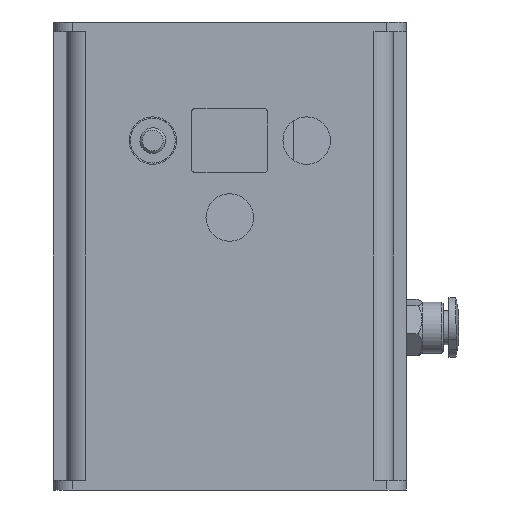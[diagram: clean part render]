
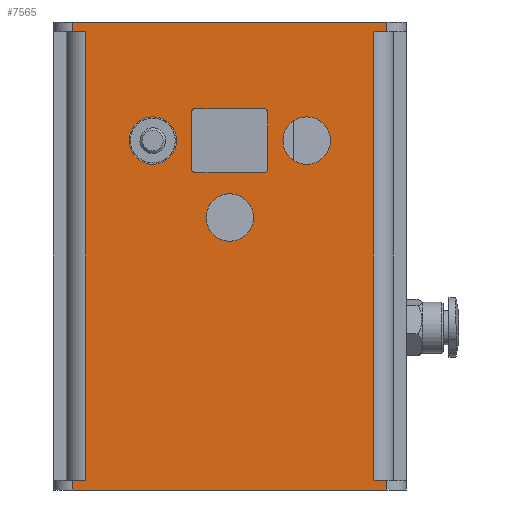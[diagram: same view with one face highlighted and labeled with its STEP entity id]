
A CAD part, left-side view. The second image highlights one B-rep face of the part: STEP entity #7565.
In plain terms, the highlighted planar face has unit normal (-1, 0, 0).
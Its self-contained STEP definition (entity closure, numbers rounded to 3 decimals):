
#434=LINE('',#11488,#853);
#437=LINE('',#11496,#856);
#441=LINE('',#11506,#860);
#443=LINE('',#11512,#862);
#444=LINE('',#11518,#863);
#445=LINE('',#11522,#864);
#446=LINE('',#11526,#865);
#447=LINE('',#11528,#866);
#448=LINE('',#11531,#867);
#449=LINE('',#11532,#868);
#450=LINE('',#11534,#869);
#451=LINE('',#11536,#870);
#452=LINE('',#11538,#871);
#453=LINE('',#11540,#872);
#454=LINE('',#11542,#873);
#455=LINE('',#11544,#874);
#853=VECTOR('',#9660,1000.);
#856=VECTOR('',#9669,1000.);
#860=VECTOR('',#9679,1000.);
#862=VECTOR('',#9687,1000.);
#863=VECTOR('',#9694,1000.);
#864=VECTOR('',#9699,1000.);
#865=VECTOR('',#9704,1000.);
#866=VECTOR('',#9707,1000.);
#867=VECTOR('',#9708,1000.);
#868=VECTOR('',#9709,1000.);
#869=VECTOR('',#9710,1000.);
#870=VECTOR('',#9711,1000.);
#871=VECTOR('',#9712,1000.);
#872=VECTOR('',#9713,1000.);
#873=VECTOR('',#9714,1000.);
#874=VECTOR('',#9715,1000.);
#2480=ORIENTED_EDGE('',*,*,#3253,.F.);
#2481=ORIENTED_EDGE('',*,*,#3251,.T.);
#2482=ORIENTED_EDGE('',*,*,#3250,.F.);
#2483=ORIENTED_EDGE('',*,*,#3247,.T.);
#2484=ORIENTED_EDGE('',*,*,#3245,.F.);
#2485=ORIENTED_EDGE('',*,*,#3243,.T.);
#2486=ORIENTED_EDGE('',*,*,#3241,.F.);
#2487=ORIENTED_EDGE('',*,*,#3239,.T.);
#2488=ORIENTED_EDGE('',*,*,#3034,.F.);
#2489=ORIENTED_EDGE('',*,*,#3032,.F.);
#2490=ORIENTED_EDGE('',*,*,#3030,.F.);
#2491=ORIENTED_EDGE('',*,*,#3261,.T.);
#2492=ORIENTED_EDGE('',*,*,#3262,.F.);
#2493=ORIENTED_EDGE('',*,*,#3256,.T.);
#2494=ORIENTED_EDGE('',*,*,#3260,.T.);
#2495=ORIENTED_EDGE('',*,*,#3258,.T.);
#2496=ORIENTED_EDGE('',*,*,#3263,.F.);
#2497=ORIENTED_EDGE('',*,*,#3264,.F.);
#2498=ORIENTED_EDGE('',*,*,#3265,.F.);
#2499=ORIENTED_EDGE('',*,*,#3266,.T.);
#2500=ORIENTED_EDGE('',*,*,#3267,.T.);
#2501=ORIENTED_EDGE('',*,*,#3268,.T.);
#2502=ORIENTED_EDGE('',*,*,#3269,.F.);
#3030=EDGE_CURVE('',#3645,#3645,#3974,.T.);
#3032=EDGE_CURVE('',#3647,#3647,#3976,.T.);
#3034=EDGE_CURVE('',#3649,#3649,#3978,.T.);
#3239=EDGE_CURVE('',#3780,#3779,#4016,.T.);
#3241=EDGE_CURVE('',#3780,#3781,#434,.T.);
#3243=EDGE_CURVE('',#3782,#3781,#4017,.T.);
#3245=EDGE_CURVE('',#3782,#3783,#437,.T.);
#3247=EDGE_CURVE('',#3784,#3783,#4018,.T.);
#3250=EDGE_CURVE('',#3784,#3785,#441,.T.);
#3251=EDGE_CURVE('',#3786,#3785,#4019,.T.);
#3253=EDGE_CURVE('',#3786,#3779,#443,.T.);
#3256=EDGE_CURVE('',#3787,#3788,#444,.T.);
#3258=EDGE_CURVE('',#3790,#3789,#445,.F.);
#3260=EDGE_CURVE('',#3788,#3790,#446,.T.);
#3261=EDGE_CURVE('',#3791,#3792,#447,.T.);
#3262=EDGE_CURVE('',#3787,#3792,#448,.T.);
#3263=EDGE_CURVE('',#3793,#3789,#449,.T.);
#3264=EDGE_CURVE('',#3794,#3793,#450,.T.);
#3265=EDGE_CURVE('',#3795,#3794,#451,.T.);
#3266=EDGE_CURVE('',#3795,#3796,#452,.T.);
#3267=EDGE_CURVE('',#3796,#3797,#453,.T.);
#3268=EDGE_CURVE('',#3797,#3798,#454,.F.);
#3269=EDGE_CURVE('',#3791,#3798,#455,.T.);
#3645=VERTEX_POINT('',#11059);
#3647=VERTEX_POINT('',#11064);
#3649=VERTEX_POINT('',#11069);
#3779=VERTEX_POINT('',#11483);
#3780=VERTEX_POINT('',#11485);
#3781=VERTEX_POINT('',#11489);
#3782=VERTEX_POINT('',#11493);
#3783=VERTEX_POINT('',#11497);
#3784=VERTEX_POINT('',#11501);
#3785=VERTEX_POINT('',#11505);
#3786=VERTEX_POINT('',#11509);
#3787=VERTEX_POINT('',#11515);
#3788=VERTEX_POINT('',#11517);
#3789=VERTEX_POINT('',#11521);
#3790=VERTEX_POINT('',#11523);
#3791=VERTEX_POINT('',#11529);
#3792=VERTEX_POINT('',#11530);
#3793=VERTEX_POINT('',#11533);
#3794=VERTEX_POINT('',#11535);
#3795=VERTEX_POINT('',#11537);
#3796=VERTEX_POINT('',#11539);
#3797=VERTEX_POINT('',#11541);
#3798=VERTEX_POINT('',#11543);
#3974=CIRCLE('',#8015,3.7);
#3976=CIRCLE('',#8018,3.7);
#3978=CIRCLE('',#8021,3.7);
#4016=CIRCLE('',#8139,7.5);
#4017=CIRCLE('',#8142,7.5);
#4018=CIRCLE('',#8145,7.5);
#4019=CIRCLE('',#8148,7.5);
#4504=EDGE_LOOP('',(#2480,#2481,#2482,#2483,#2484,#2485,#2486,#2487));
#4505=EDGE_LOOP('',(#2488));
#4506=EDGE_LOOP('',(#2489));
#4507=EDGE_LOOP('',(#2490));
#4508=EDGE_LOOP('',(#2491,#2492,#2493,#2494,#2495,#2496,#2497,#2498,#2499,
#2500,#2501,#2502));
#4994=FACE_BOUND('',#4504,.T.);
#4995=FACE_BOUND('',#4505,.T.);
#4996=FACE_BOUND('',#4506,.T.);
#4997=FACE_BOUND('',#4507,.T.);
#4998=FACE_BOUND('',#4508,.T.);
#5185=PLANE('',#8157);
#7565=ADVANCED_FACE('',(#4994,#4995,#4996,#4997,#4998),#5185,.T.);
#8015=AXIS2_PLACEMENT_3D('',#11058,#9240,#9241);
#8018=AXIS2_PLACEMENT_3D('',#11063,#9246,#9247);
#8021=AXIS2_PLACEMENT_3D('',#11068,#9252,#9253);
#8139=AXIS2_PLACEMENT_3D('',#11484,#9655,#9656);
#8142=AXIS2_PLACEMENT_3D('',#11492,#9664,#9665);
#8145=AXIS2_PLACEMENT_3D('',#11500,#9673,#9674);
#8148=AXIS2_PLACEMENT_3D('',#11508,#9682,#9683);
#8157=AXIS2_PLACEMENT_3D('',#11527,#9705,#9706);
#9240=DIRECTION('',(-1.,0.,0.));
#9241=DIRECTION('',(0.,1.,0.));
#9246=DIRECTION('',(-1.,0.,0.));
#9247=DIRECTION('',(0.,1.,0.));
#9252=DIRECTION('',(-1.,0.,0.));
#9253=DIRECTION('',(0.,1.,0.));
#9655=DIRECTION('',(1.,0.,0.));
#9656=DIRECTION('',(0.,1.,0.));
#9660=DIRECTION('',(0.,-1.,0.));
#9664=DIRECTION('',(1.,0.,0.));
#9665=DIRECTION('',(0.,1.,0.));
#9669=DIRECTION('',(0.,0.,1.));
#9673=DIRECTION('',(1.,0.,0.));
#9674=DIRECTION('',(0.,1.,0.));
#9679=DIRECTION('',(0.,1.,0.));
#9682=DIRECTION('',(1.,0.,0.));
#9683=DIRECTION('',(0.,1.,0.));
#9687=DIRECTION('',(0.,0.,-1.));
#9694=DIRECTION('',(0.,0.,-1.));
#9699=DIRECTION('',(0.,0.,-1.));
#9704=DIRECTION('',(0.,-1.,0.));
#9705=DIRECTION('',(-1.,0.,0.));
#9706=DIRECTION('',(0.,1.,0.));
#9707=DIRECTION('',(0.,0.,-1.));
#9708=DIRECTION('',(0.,-1.,0.));
#9709=DIRECTION('',(0.,-1.,0.));
#9710=DIRECTION('',(0.,0.,-1.));
#9711=DIRECTION('',(0.,1.,0.));
#9712=DIRECTION('',(0.,0.,1.));
#9713=DIRECTION('',(0.,1.,0.));
#9714=DIRECTION('',(0.,0.,1.));
#9715=DIRECTION('',(0.,1.,0.));
#11058=CARTESIAN_POINT('',(25.5,42.,30.));
#11059=CARTESIAN_POINT('',(25.5,45.7,30.));
#11063=CARTESIAN_POINT('',(25.5,30.,18.));
#11064=CARTESIAN_POINT('',(25.5,33.7,18.));
#11068=CARTESIAN_POINT('',(25.5,18.,30.));
#11069=CARTESIAN_POINT('',(25.5,21.7,30.));
#11483=CARTESIAN_POINT('',(25.5,35.9,25.37));
#11484=CARTESIAN_POINT('',(25.5,30.,30.));
#11485=CARTESIAN_POINT('',(25.5,35.59,25.));
#11488=CARTESIAN_POINT('',(25.5,36.,25.));
#11489=CARTESIAN_POINT('',(25.5,24.41,25.));
#11492=CARTESIAN_POINT('',(25.5,30.,30.));
#11493=CARTESIAN_POINT('',(25.5,24.1,25.37));
#11496=CARTESIAN_POINT('',(25.5,24.1,25.7));
#11497=CARTESIAN_POINT('',(25.5,24.1,34.63));
#11500=CARTESIAN_POINT('',(25.5,30.,30.));
#11501=CARTESIAN_POINT('',(25.5,24.41,35.));
#11505=CARTESIAN_POINT('',(25.5,35.59,35.));
#11506=CARTESIAN_POINT('',(25.5,24.,35.));
#11508=CARTESIAN_POINT('',(25.5,30.,30.));
#11509=CARTESIAN_POINT('',(25.5,35.9,34.63));
#11512=CARTESIAN_POINT('',(25.5,35.9,31.7));
#11515=CARTESIAN_POINT('',(25.5,54.5,-23.));
#11517=CARTESIAN_POINT('',(25.5,54.5,-24.5));
#11518=CARTESIAN_POINT('',(25.5,54.5,-23.));
#11521=CARTESIAN_POINT('',(25.5,5.5,-23.));
#11522=CARTESIAN_POINT('',(25.5,5.5,-23.));
#11523=CARTESIAN_POINT('',(25.5,5.5,-24.5));
#11526=CARTESIAN_POINT('',(25.5,57.5,-24.5));
#11527=CARTESIAN_POINT('',(25.5,30.,47.));
#11528=CARTESIAN_POINT('',(25.5,52.5,47.));
#11529=CARTESIAN_POINT('',(25.5,52.5,47.));
#11530=CARTESIAN_POINT('',(25.5,52.5,-23.));
#11531=CARTESIAN_POINT('',(25.5,57.5,-23.));
#11532=CARTESIAN_POINT('',(25.5,57.5,-23.));
#11533=CARTESIAN_POINT('',(25.5,7.5,-23.));
#11534=CARTESIAN_POINT('',(25.5,7.5,47.));
#11535=CARTESIAN_POINT('',(25.5,7.5,47.));
#11536=CARTESIAN_POINT('',(25.5,2.5,47.));
#11537=CARTESIAN_POINT('',(25.5,5.5,47.));
#11538=CARTESIAN_POINT('',(25.5,5.5,47.));
#11539=CARTESIAN_POINT('',(25.5,5.5,48.5));
#11540=CARTESIAN_POINT('',(25.5,2.5,48.5));
#11541=CARTESIAN_POINT('',(25.5,54.5,48.5));
#11542=CARTESIAN_POINT('',(25.5,54.5,47.));
#11543=CARTESIAN_POINT('',(25.5,54.5,47.));
#11544=CARTESIAN_POINT('',(25.5,2.5,47.));
